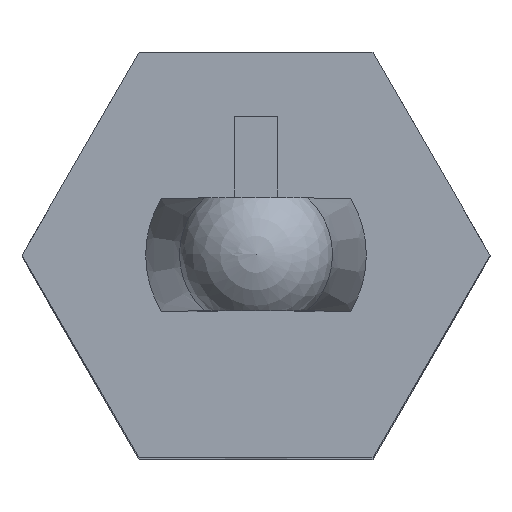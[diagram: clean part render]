
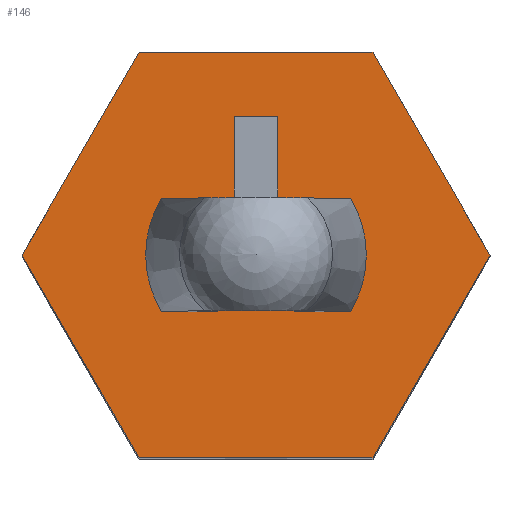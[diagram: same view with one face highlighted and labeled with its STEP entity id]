
A CAD part, top view. The second image highlights one B-rep face of the part: STEP entity #146.
In plain terms, the highlighted planar face has unit normal (0, 0, 1).
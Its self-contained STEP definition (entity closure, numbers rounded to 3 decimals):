
#146 = ADVANCED_FACE( '', ( #318, #319, #320 ), #321, .F. );
#318 = FACE_BOUND( '', #517, .T. );
#319 = FACE_BOUND( '', #518, .T. );
#320 = FACE_OUTER_BOUND( '', #519, .T. );
#321 = PLANE( '', #520 );
#517 = EDGE_LOOP( '', ( #887, #888, #889, #890 ) );
#518 = EDGE_LOOP( '', ( #891, #892, #893, #894 ) );
#519 = EDGE_LOOP( '', ( #895, #896, #897, #898, #899, #900 ) );
#520 = AXIS2_PLACEMENT_3D( '', #901, #902, #903 );
#887 = ORIENTED_EDGE( '', *, *, #1323, .T. );
#888 = ORIENTED_EDGE( '', *, *, #1192, .T. );
#889 = ORIENTED_EDGE( '', *, *, #1324, .T. );
#890 = ORIENTED_EDGE( '', *, *, #1226, .T. );
#891 = ORIENTED_EDGE( '', *, *, #1325, .T. );
#892 = ORIENTED_EDGE( '', *, *, #1326, .T. );
#893 = ORIENTED_EDGE( '', *, *, #1255, .F. );
#894 = ORIENTED_EDGE( '', *, *, #1327, .T. );
#895 = ORIENTED_EDGE( '', *, *, #1328, .F. );
#896 = ORIENTED_EDGE( '', *, *, #1329, .F. );
#897 = ORIENTED_EDGE( '', *, *, #1290, .F. );
#898 = ORIENTED_EDGE( '', *, *, #1330, .F. );
#899 = ORIENTED_EDGE( '', *, *, #1274, .F. );
#900 = ORIENTED_EDGE( '', *, *, #1203, .F. );
#901 = CARTESIAN_POINT( '', ( 0., 0., 19.1 ) );
#902 = DIRECTION( '', ( 0., 0., -1. ) );
#903 = DIRECTION( '', ( -1., 0., 0. ) );
#1192 = EDGE_CURVE( '', #1422, #1419, #1423, .T. );
#1203 = EDGE_CURVE( '', #1440, #1442, #1443, .T. );
#1226 = EDGE_CURVE( '', #1482, #1483, #1484, .T. );
#1255 = EDGE_CURVE( '', #1527, #1525, #1529, .T. );
#1274 = EDGE_CURVE( '', #1442, #1556, #1562, .T. );
#1290 = EDGE_CURVE( '', #1584, #1586, #1587, .T. );
#1323 = EDGE_CURVE( '', #1483, #1422, #1628, .T. );
#1324 = EDGE_CURVE( '', #1419, #1482, #1629, .T. );
#1325 = EDGE_CURVE( '', #1630, #1631, #1632, .T. );
#1326 = EDGE_CURVE( '', #1631, #1525, #1633, .T. );
#1327 = EDGE_CURVE( '', #1527, #1630, #1634, .T. );
#1328 = EDGE_CURVE( '', #1635, #1440, #1636, .T. );
#1329 = EDGE_CURVE( '', #1586, #1635, #1637, .T. );
#1330 = EDGE_CURVE( '', #1556, #1584, #1638, .T. );
#1419 = VERTEX_POINT( '', #1744 );
#1422 = VERTEX_POINT( '', #1748 );
#1423 = LINE( '', #1749, #1750 );
#1440 = VERTEX_POINT( '', #1775 );
#1442 = VERTEX_POINT( '', #1778 );
#1443 = LINE( '', #1779, #1780 );
#1482 = VERTEX_POINT( '', #1841 );
#1483 = VERTEX_POINT( '', #1842 );
#1484 = CIRCLE( '', #1843, 2. );
#1525 = VERTEX_POINT( '', #1916 );
#1527 = VERTEX_POINT( '', #1919 );
#1529 = LINE( '', #1922, #1923 );
#1556 = VERTEX_POINT( '', #1957 );
#1562 = LINE( '', #1966, #1967 );
#1584 = VERTEX_POINT( '', #1999 );
#1586 = VERTEX_POINT( '', #2002 );
#1587 = LINE( '', #2003, #2004 );
#1628 = LINE( '', #2066, #2067 );
#1629 = LINE( '', #2068, #2069 );
#1630 = VERTEX_POINT( '', #2070 );
#1631 = VERTEX_POINT( '', #2071 );
#1632 = CIRCLE( '', #2072, 2. );
#1633 = LINE( '', #2073, #2074 );
#1634 = LINE( '', #2075, #2076 );
#1635 = VERTEX_POINT( '', #2077 );
#1636 = LINE( '', #2078, #2079 );
#1637 = LINE( '', #2080, #2081 );
#1638 = LINE( '', #2082, #2083 );
#1744 = CARTESIAN_POINT( '', ( 1., 1.1, 19.1 ) );
#1748 = CARTESIAN_POINT( '', ( 1., -1.1, 19.1 ) );
#1749 = CARTESIAN_POINT( '', ( 1., -1.1, 19.1 ) );
#1750 = VECTOR( '', #2219, 1000. );
#1775 = CARTESIAN_POINT( '', ( 2.281, -3.95, 19.1 ) );
#1778 = CARTESIAN_POINT( '', ( -2.281, -3.95, 19.1 ) );
#1779 = CARTESIAN_POINT( '', ( 2.281, -3.95, 19.1 ) );
#1780 = VECTOR( '', #2229, 1000. );
#1841 = CARTESIAN_POINT( '', ( 1.67, 1.1, 19.1 ) );
#1842 = CARTESIAN_POINT( '', ( 1.67, -1.1, 19.1 ) );
#1843 = AXIS2_PLACEMENT_3D( '', #2254, #2255, #2256 );
#1916 = CARTESIAN_POINT( '', ( -1., 1.1, 19.1 ) );
#1919 = CARTESIAN_POINT( '', ( -1., -1.1, 19.1 ) );
#1922 = CARTESIAN_POINT( '', ( -1., -1.1, 19.1 ) );
#1923 = VECTOR( '', #2279, 1000. );
#1957 = CARTESIAN_POINT( '', ( -4.561, 0., 19.1 ) );
#1966 = CARTESIAN_POINT( '', ( -4.561, 0., 19.1 ) );
#1967 = VECTOR( '', #2302, 1000. );
#1999 = CARTESIAN_POINT( '', ( -2.281, 3.95, 19.1 ) );
#2002 = CARTESIAN_POINT( '', ( 2.281, 3.95, 19.1 ) );
#2003 = CARTESIAN_POINT( '', ( -2.281, 3.95, 19.1 ) );
#2004 = VECTOR( '', #2317, 1000. );
#2066 = CARTESIAN_POINT( '', ( 2.15, -1.1, 19.1 ) );
#2067 = VECTOR( '', #2342, 1000. );
#2068 = CARTESIAN_POINT( '', ( -2.15, 1.1, 19.1 ) );
#2069 = VECTOR( '', #2343, 1000. );
#2070 = CARTESIAN_POINT( '', ( -1.67, -1.1, 19.1 ) );
#2071 = CARTESIAN_POINT( '', ( -1.67, 1.1, 19.1 ) );
#2072 = AXIS2_PLACEMENT_3D( '', #2344, #2345, #2346 );
#2073 = CARTESIAN_POINT( '', ( -2.15, 1.1, 19.1 ) );
#2074 = VECTOR( '', #2347, 1000. );
#2075 = CARTESIAN_POINT( '', ( 2.15, -1.1, 19.1 ) );
#2076 = VECTOR( '', #2348, 1000. );
#2077 = CARTESIAN_POINT( '', ( 4.561, 0., 19.1 ) );
#2078 = CARTESIAN_POINT( '', ( 4.561, 0., 19.1 ) );
#2079 = VECTOR( '', #2349, 1000. );
#2080 = CARTESIAN_POINT( '', ( 2.281, 3.95, 19.1 ) );
#2081 = VECTOR( '', #2350, 1000. );
#2082 = CARTESIAN_POINT( '', ( -2.281, 3.95, 19.1 ) );
#2083 = VECTOR( '', #2351, 1000. );
#2219 = DIRECTION( '', ( 0., 1., 0. ) );
#2229 = DIRECTION( '', ( -1., 0., 0. ) );
#2254 = CARTESIAN_POINT( '', ( 0., 0., 19.1 ) );
#2255 = DIRECTION( '', ( 0., 0., -1. ) );
#2256 = DIRECTION( '', ( -1., 0., 0. ) );
#2279 = DIRECTION( '', ( 0., 1., 0. ) );
#2302 = DIRECTION( '', ( -0.5, 0.866, 0. ) );
#2317 = DIRECTION( '', ( 1., 0., 0. ) );
#2342 = DIRECTION( '', ( -1., 0., 0. ) );
#2343 = DIRECTION( '', ( 1., 0., 0. ) );
#2344 = CARTESIAN_POINT( '', ( 0., 0., 19.1 ) );
#2345 = DIRECTION( '', ( 0., 0., -1. ) );
#2346 = DIRECTION( '', ( -1., 0., 0. ) );
#2347 = DIRECTION( '', ( 1., 0., 0. ) );
#2348 = DIRECTION( '', ( -1., 0., 0. ) );
#2349 = DIRECTION( '', ( -0.5, -0.866, 0. ) );
#2350 = DIRECTION( '', ( 0.5, -0.866, 0. ) );
#2351 = DIRECTION( '', ( 0.5, 0.866, 0. ) );
